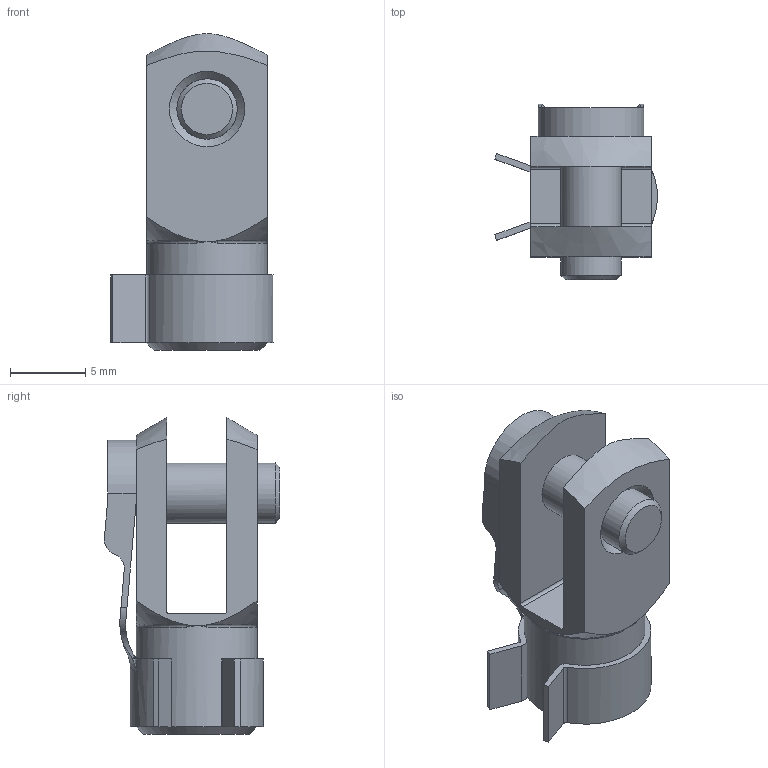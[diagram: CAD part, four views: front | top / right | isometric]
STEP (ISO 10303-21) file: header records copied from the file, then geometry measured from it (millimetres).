
FILE_DESCRIPTION((''),'2;1');
FILE_NAME('0308-GAKQ4M3BL.stp','2012-07-16T09:24:24',('CADNEU'),(''),'Autodesk Inventor 2012','Autodesk Inventor 2012','');
FILE_SCHEMA(('AUTOMOTIVE_DESIGN { 1 0 10303 214 1 1 1 1 }'));
Length unit declared in the file: millimetre
Products named in the file (3): GAKQ4M3BL; GAKQ5M3BL; FKBP4
Assembly tree (2 placements, depth 2):
  GAKQ4M3BL
    GAKQ5M3BL
    FKBP4
Bounding box: 10.77 x 11.62 x 21 mm (x, y, z)
Volume: 911 mm3; surface area: 1486 mm2
Topology: 2 solids, 2 shells, 99 faces, 270 edges, 165 vertices
Faces by surface type: cylinder 33, plane 30, bspline 17, cone 10, torus 9
Full cylindrical faces by diameter (mm): 2.459 x1, 4 x3, 8 x1
Entity records: 3508 total; most frequent: CARTESIAN_POINT 1178, ORIENTED_EDGE 498, DIRECTION 430, EDGE_CURVE 249, AXIS2_PLACEMENT_3D 170, VERTEX_POINT 163, EDGE_LOOP 114, FACE_OUTER_BOUND 99
